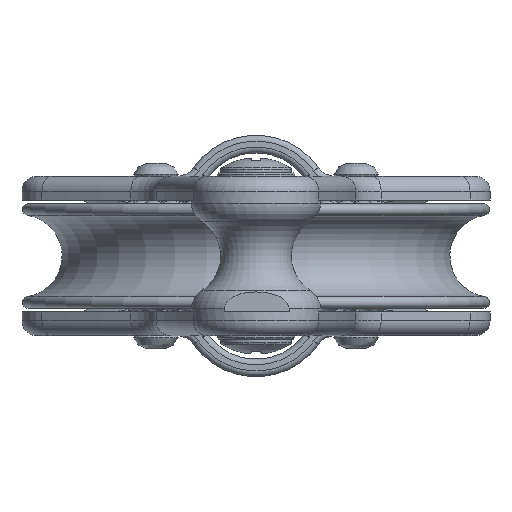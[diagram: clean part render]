
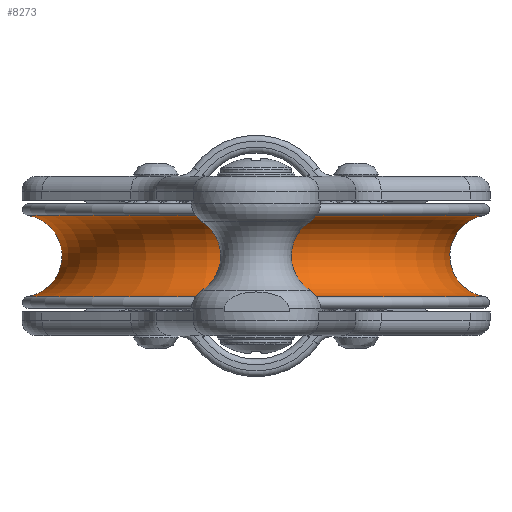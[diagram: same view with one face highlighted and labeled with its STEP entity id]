
A CAD part, front view. The second image highlights one B-rep face of the part: STEP entity #8273.
In plain terms, the highlighted toroidal (fillet/blend) face has major radius 40 mm and minor radius 7 mm.
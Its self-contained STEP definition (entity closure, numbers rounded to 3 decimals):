
#1366=FACE_BOUND('',#2089,.T.);
#1531=FACE_OUTER_BOUND('',#2088,.T.);
#2088=EDGE_LOOP('',(#5609));
#2089=EDGE_LOOP('',(#5610));
#2810=CIRCLE('',#8839,38.927);
#2811=CIRCLE('',#8840,38.927);
#3519=VERTEX_POINT('',#13070);
#3520=VERTEX_POINT('',#13072);
#4354=EDGE_CURVE('',#3519,#3519,#2810,.T.);
#4355=EDGE_CURVE('',#3520,#3520,#2811,.T.);
#5609=ORIENTED_EDGE('',*,*,#4354,.F.);
#5610=ORIENTED_EDGE('',*,*,#4355,.T.);
#8127=TOROIDAL_SURFACE('',#8838,40.,7.);
#8273=ADVANCED_FACE('',(#1531,#1366),#8127,.F.);
#8838=AXIS2_PLACEMENT_3D('',#13069,#10118,#10119);
#8839=AXIS2_PLACEMENT_3D('',#13071,#10120,#10121);
#8840=AXIS2_PLACEMENT_3D('',#13073,#10122,#10123);
#10118=DIRECTION('center_axis',(0.,0.,
-1.));
#10119=DIRECTION('ref_axis',(-0.995,-0.095,0.));
#10120=DIRECTION('center_axis',(0.,0.,
-1.));
#10121=DIRECTION('ref_axis',(-0.095,0.995,0.));
#10122=DIRECTION('center_axis',(0.,0.,
-1.));
#10123=DIRECTION('ref_axis',(-0.095,0.995,0.));
#13069=CARTESIAN_POINT('Origin',(0.,0.,
0.));
#13070=CARTESIAN_POINT('',(-38.751,-3.701,-6.917));
#13071=CARTESIAN_POINT('Origin',(0.,0.,
-6.917));
#13072=CARTESIAN_POINT('',(-38.751,-3.701,6.917));
#13073=CARTESIAN_POINT('Origin',(0.,0.,
6.917));
